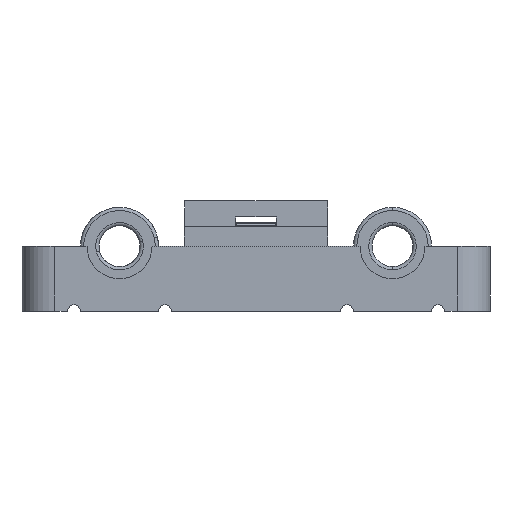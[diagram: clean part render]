
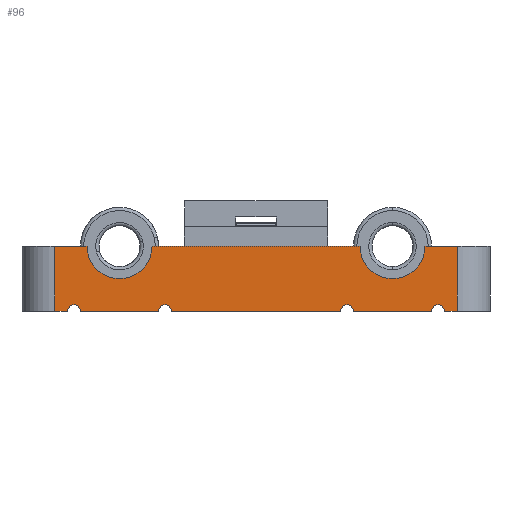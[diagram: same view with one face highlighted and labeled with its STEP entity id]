
A CAD part, front view. The second image highlights one B-rep face of the part: STEP entity #96.
In plain terms, the highlighted face is planar.
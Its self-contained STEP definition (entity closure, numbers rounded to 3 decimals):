
#96 = ADVANCED_FACE ( 'NONE', ( #1598 ), #9841, .F. ) ;
#117 = VECTOR ( 'NONE', #684, 1000. ) ;
#170 = ORIENTED_EDGE ( 'NONE', *, *, #2012, .F. ) ;
#311 = EDGE_CURVE ( 'NONE', #894, #3605, #3892, .T. ) ;
#544 = CARTESIAN_POINT ( 'NONE',  ( 15., 0., 36. ) ) ;
#684 = DIRECTION ( 'NONE',  ( 1., 0., 0. ) ) ;
#738 = ORIENTED_EDGE ( 'NONE', *, *, #1788, .F. ) ;
#827 = AXIS2_PLACEMENT_3D ( 'NONE', #9499, #3888, #10411 ) ;
#894 = VERTEX_POINT ( 'NONE', #2434 ) ;
#952 = LINE ( 'NONE', #3090, #1243 ) ;
#1009 = DIRECTION ( 'NONE',  ( 1., 0., 0. ) ) ;
#1130 = DIRECTION ( 'NONE',  ( 1., 0., 0. ) ) ;
#1131 = CARTESIAN_POINT ( 'NONE',  ( -31., 10., 36. ) ) ;
#1243 = VECTOR ( 'NONE', #8689, 1000. ) ;
#1598 = FACE_OUTER_BOUND ( 'NONE', #11351, .T. ) ;
#1694 = DIRECTION ( 'NONE',  ( 0., 0., 1. ) ) ;
#1788 = EDGE_CURVE ( 'NONE', #9845, #7371, #2593, .T. ) ;
#1843 = LINE ( 'NONE', #11362, #11427 ) ;
#1909 = LINE ( 'NONE', #5008, #4365 ) ;
#1918 = VERTEX_POINT ( 'NONE', #3630 ) ;
#2012 = EDGE_CURVE ( 'NONE', #4788, #8128, #11231, .T. ) ;
#2054 = DIRECTION ( 'NONE',  ( 0., 0., -1. ) ) ;
#2069 = DIRECTION ( 'NONE',  ( 0., -1., 0. ) ) ;
#2266 = CARTESIAN_POINT ( 'NONE',  ( 28., 0., 36. ) ) ;
#2316 = VERTEX_POINT ( 'NONE', #544 ) ;
#2379 = CARTESIAN_POINT ( 'NONE',  ( 26., 10., 36. ) ) ;
#2434 = CARTESIAN_POINT ( 'NONE',  ( 31., 10., 36. ) ) ;
#2442 = CARTESIAN_POINT ( 'NONE',  ( -29., 0., 36. ) ) ;
#2571 = ORIENTED_EDGE ( 'NONE', *, *, #11128, .F. ) ;
#2593 = LINE ( 'NONE', #4356, #117 ) ;
#2696 = LINE ( 'NONE', #8202, #4841 ) ;
#2787 = EDGE_CURVE ( 'NONE', #6174, #3605, #1909, .T. ) ;
#2850 = DIRECTION ( 'NONE',  ( 1., 0., 0. ) ) ;
#2864 = VERTEX_POINT ( 'NONE', #7824 ) ;
#2878 = CARTESIAN_POINT ( 'NONE',  ( -14., 0., 36. ) ) ;
#2898 = AXIS2_PLACEMENT_3D ( 'NONE', #2266, #8789, #3186 ) ;
#2930 = ORIENTED_EDGE ( 'NONE', *, *, #4027, .T. ) ;
#3090 = CARTESIAN_POINT ( 'NONE',  ( -31., 0., 36. ) ) ;
#3186 = DIRECTION ( 'NONE',  ( -1., 0., 0. ) ) ;
#3492 = ORIENTED_EDGE ( 'NONE', *, *, #7622, .F. ) ;
#3605 = VERTEX_POINT ( 'NONE', #4297 ) ;
#3614 = VECTOR ( 'NONE', #8005, 1000. ) ;
#3630 = CARTESIAN_POINT ( 'NONE',  ( 27., 0., 36. ) ) ;
#3763 = CARTESIAN_POINT ( 'NONE',  ( -16., 10., 36. ) ) ;
#3820 = DIRECTION ( 'NONE',  ( 1., 0., 0. ) ) ;
#3868 = EDGE_CURVE ( 'NONE', #8616, #8128, #5508, .T. ) ;
#3888 = DIRECTION ( 'NONE',  ( 0., 0., 1. ) ) ;
#3892 = LINE ( 'NONE', #8284, #3614 ) ;
#4027 = EDGE_CURVE ( 'NONE', #1918, #6174, #8164, .T. ) ;
#4248 = VERTEX_POINT ( 'NONE', #9416 ) ;
#4268 = EDGE_CURVE ( 'NONE', #7371, #11855, #10759, .T. ) ;
#4297 = CARTESIAN_POINT ( 'NONE',  ( 31., 0., 36. ) ) ;
#4356 = CARTESIAN_POINT ( 'NONE',  ( -31., 10., 36. ) ) ;
#4365 = VECTOR ( 'NONE', #11524, 1000. ) ;
#4397 = CARTESIAN_POINT ( 'NONE',  ( -27., 0., 36. ) ) ;
#4788 = VERTEX_POINT ( 'NONE', #11127 ) ;
#4841 = VECTOR ( 'NONE', #11853, 1000. ) ;
#4880 = ORIENTED_EDGE ( 'NONE', *, *, #5493, .F. ) ;
#4958 = EDGE_CURVE ( 'NONE', #4788, #4248, #1843, .T. ) ;
#5008 = CARTESIAN_POINT ( 'NONE',  ( -31., 0., 36. ) ) ;
#5133 = DIRECTION ( 'NONE',  ( 0., 0., 1. ) ) ;
#5253 = CARTESIAN_POINT ( 'NONE',  ( -31., 0., 36. ) ) ;
#5259 = VECTOR ( 'NONE', #9930, 1000. ) ;
#5284 = VECTOR ( 'NONE', #2069, 1000. ) ;
#5293 = VECTOR ( 'NONE', #2850, 1000. ) ;
#5493 = EDGE_CURVE ( 'NONE', #11855, #2864, #5577, .T. ) ;
#5508 = LINE ( 'NONE', #11237, #7429 ) ;
#5577 = LINE ( 'NONE', #8432, #5293 ) ;
#5630 = ORIENTED_EDGE ( 'NONE', *, *, #8893, .T. ) ;
#5640 = ORIENTED_EDGE ( 'NONE', *, *, #3868, .T. ) ;
#5871 = LINE ( 'NONE', #1131, #5284 ) ;
#5879 = AXIS2_PLACEMENT_3D ( 'NONE', #7620, #2054, #8559 ) ;
#5895 = EDGE_CURVE ( 'NONE', #4248, #2316, #9974, .T. ) ;
#5969 = CARTESIAN_POINT ( 'NONE',  ( -31., 0., 36. ) ) ;
#6079 = VERTEX_POINT ( 'NONE', #2379 ) ;
#6174 = VERTEX_POINT ( 'NONE', #9071 ) ;
#6428 = CIRCLE ( 'NONE', #8743, 5. ) ;
#6510 = ORIENTED_EDGE ( 'NONE', *, *, #5895, .T. ) ;
#7264 = CARTESIAN_POINT ( 'NONE',  ( 21., 10., 36. ) ) ;
#7307 = CIRCLE ( 'NONE', #10730, 1. ) ;
#7371 = VERTEX_POINT ( 'NONE', #7483 ) ;
#7429 = VECTOR ( 'NONE', #1009, 1000. ) ;
#7483 = CARTESIAN_POINT ( 'NONE',  ( -26., 10., 36. ) ) ;
#7620 = CARTESIAN_POINT ( 'NONE',  ( 14., 0., 36. ) ) ;
#7622 = EDGE_CURVE ( 'NONE', #8616, #7659, #7307, .T. ) ;
#7656 = AXIS2_PLACEMENT_3D ( 'NONE', #10129, #9808, #9825 ) ;
#7659 = VERTEX_POINT ( 'NONE', #2442 ) ;
#7824 = CARTESIAN_POINT ( 'NONE',  ( 16., 10., 36. ) ) ;
#7945 = ORIENTED_EDGE ( 'NONE', *, *, #2787, .T. ) ;
#8005 = DIRECTION ( 'NONE',  ( 0., -1., 0. ) ) ;
#8128 = VERTEX_POINT ( 'NONE', #10548 ) ;
#8164 = CIRCLE ( 'NONE', #2898, 1. ) ;
#8202 = CARTESIAN_POINT ( 'NONE',  ( -31., 10., 36. ) ) ;
#8207 = DIRECTION ( 'NONE',  ( 1., 0., 0. ) ) ;
#8284 = CARTESIAN_POINT ( 'NONE',  ( 31., 10., 36. ) ) ;
#8432 = CARTESIAN_POINT ( 'NONE',  ( -31., 10., 36. ) ) ;
#8537 = AXIS2_PLACEMENT_3D ( 'NONE', #2878, #9424, #3820 ) ;
#8559 = DIRECTION ( 'NONE',  ( -1., 0., 0. ) ) ;
#8616 = VERTEX_POINT ( 'NONE', #4397 ) ;
#8647 = EDGE_CURVE ( 'NONE', #2864, #6079, #6428, .T. ) ;
#8689 = DIRECTION ( 'NONE',  ( 1., 0., 0. ) ) ;
#8697 = ORIENTED_EDGE ( 'NONE', *, *, #4268, .F. ) ;
#8743 = AXIS2_PLACEMENT_3D ( 'NONE', #7264, #1694, #8207 ) ;
#8789 = DIRECTION ( 'NONE',  ( 0., 0., -1. ) ) ;
#8893 = EDGE_CURVE ( 'NONE', #8953, #7659, #952, .T. ) ;
#8953 = VERTEX_POINT ( 'NONE', #5969 ) ;
#9071 = CARTESIAN_POINT ( 'NONE',  ( 29., 0., 36. ) ) ;
#9416 = CARTESIAN_POINT ( 'NONE',  ( 13., 0., 36. ) ) ;
#9424 = DIRECTION ( 'NONE',  ( 0., 0., 1. ) ) ;
#9499 = CARTESIAN_POINT ( 'NONE',  ( -21., 10., 36. ) ) ;
#9671 = EDGE_CURVE ( 'NONE', #2316, #1918, #10226, .T. ) ;
#9808 = DIRECTION ( 'NONE',  ( 0., 0., -1. ) ) ;
#9825 = DIRECTION ( 'NONE',  ( -1., 0., 0. ) ) ;
#9841 = PLANE ( 'NONE',  #7656 ) ;
#9845 = VERTEX_POINT ( 'NONE', #10614 ) ;
#9874 = ORIENTED_EDGE ( 'NONE', *, *, #8647, .F. ) ;
#9930 = DIRECTION ( 'NONE',  ( 1., 0., 0. ) ) ;
#9974 = CIRCLE ( 'NONE', #5879, 1. ) ;
#10097 = ORIENTED_EDGE ( 'NONE', *, *, #311, .F. ) ;
#10129 = CARTESIAN_POINT ( 'NONE',  ( -31., 10., 36. ) ) ;
#10226 = LINE ( 'NONE', #5253, #5259 ) ;
#10411 = DIRECTION ( 'NONE',  ( 1., 0., 0. ) ) ;
#10548 = CARTESIAN_POINT ( 'NONE',  ( -15., 0., 36. ) ) ;
#10614 = CARTESIAN_POINT ( 'NONE',  ( -31., 10., 36. ) ) ;
#10720 = CARTESIAN_POINT ( 'NONE',  ( -28., 0., 36. ) ) ;
#10730 = AXIS2_PLACEMENT_3D ( 'NONE', #10720, #5133, #11627 ) ;
#10759 = CIRCLE ( 'NONE', #827, 5. ) ;
#10910 = ORIENTED_EDGE ( 'NONE', *, *, #11947, .T. ) ;
#10928 = ORIENTED_EDGE ( 'NONE', *, *, #9671, .T. ) ;
#11127 = CARTESIAN_POINT ( 'NONE',  ( -13., 0., 36. ) ) ;
#11128 = EDGE_CURVE ( 'NONE', #6079, #894, #2696, .T. ) ;
#11231 = CIRCLE ( 'NONE', #8537, 1. ) ;
#11237 = CARTESIAN_POINT ( 'NONE',  ( -31., 0., 36. ) ) ;
#11351 = EDGE_LOOP ( 'NONE', ( #6510, #10928, #2930, #7945, #10097, #2571, #9874, #4880, #8697, #738, #10910, #5630, #3492, #5640, #170, #11646 ) ) ;
#11362 = CARTESIAN_POINT ( 'NONE',  ( -31., 0., 36. ) ) ;
#11427 = VECTOR ( 'NONE', #1130, 1000. ) ;
#11524 = DIRECTION ( 'NONE',  ( 1., 0., 0. ) ) ;
#11627 = DIRECTION ( 'NONE',  ( 1., 0., 0. ) ) ;
#11646 = ORIENTED_EDGE ( 'NONE', *, *, #4958, .T. ) ;
#11853 = DIRECTION ( 'NONE',  ( 1., 0., 0. ) ) ;
#11855 = VERTEX_POINT ( 'NONE', #3763 ) ;
#11947 = EDGE_CURVE ( 'NONE', #9845, #8953, #5871, .T. ) ;
